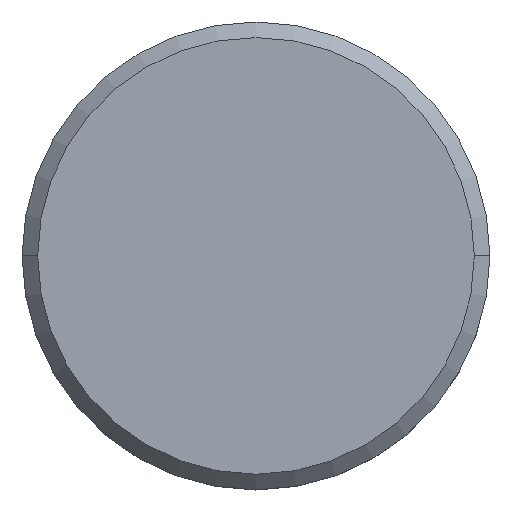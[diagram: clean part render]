
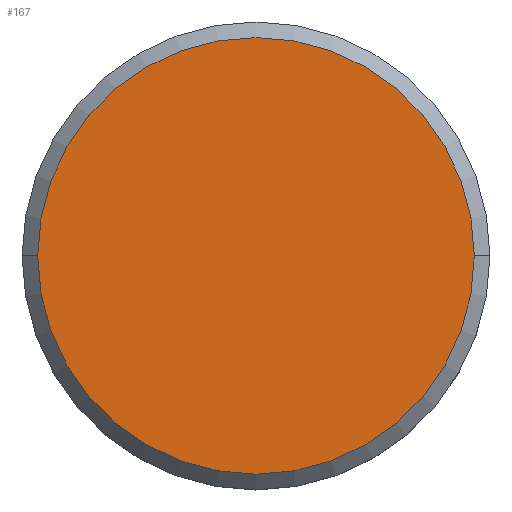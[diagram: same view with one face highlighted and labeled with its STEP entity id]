
A CAD part, top view. The second image highlights one B-rep face of the part: STEP entity #167.
In plain terms, the highlighted planar face has unit normal (0, 0, 1).
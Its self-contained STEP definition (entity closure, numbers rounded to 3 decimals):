
#21 = DIRECTION ( 'NONE',  ( 1., 0., 0. ) ) ;
#33 = DIRECTION ( 'NONE',  ( 1., 0., 0. ) ) ;
#39 = CIRCLE ( 'NONE', #173, 7. ) ;
#67 = DIRECTION ( 'NONE',  ( 0., 0., 1. ) ) ;
#68 = CARTESIAN_POINT ( 'NONE',  ( 7., 0., 0. ) ) ;
#75 = FACE_OUTER_BOUND ( 'NONE', #265, .T. ) ;
#167 = ADVANCED_FACE ( 'NONE', ( #75 ), #252, .T. ) ;
#173 = AXIS2_PLACEMENT_3D ( 'NONE', #439, #183, #33 ) ;
#183 = DIRECTION ( 'NONE',  ( 0., 0., 1. ) ) ;
#186 = EDGE_CURVE ( 'NONE', #247, #199, #39, .T. ) ;
#187 = ORIENTED_EDGE ( 'NONE', *, *, #186, .T. ) ;
#199 = VERTEX_POINT ( 'NONE', #367 ) ;
#247 = VERTEX_POINT ( 'NONE', #68 ) ;
#252 = PLANE ( 'NONE',  #429 ) ;
#265 = EDGE_LOOP ( 'NONE', ( #488, #187 ) ) ;
#367 = CARTESIAN_POINT ( 'NONE',  ( -7., 0., 0. ) ) ;
#391 = CARTESIAN_POINT ( 'NONE',  ( 0., 0., 0. ) ) ;
#429 = AXIS2_PLACEMENT_3D ( 'NONE', #391, #437, #539 ) ;
#431 = CARTESIAN_POINT ( 'NONE',  ( 0., 0., 0. ) ) ;
#437 = DIRECTION ( 'NONE',  ( 0., 0., 1. ) ) ;
#439 = CARTESIAN_POINT ( 'NONE',  ( 0., 0., 0. ) ) ;
#455 = CIRCLE ( 'NONE', #537, 7. ) ;
#488 = ORIENTED_EDGE ( 'NONE', *, *, #556, .T. ) ;
#537 = AXIS2_PLACEMENT_3D ( 'NONE', #431, #67, #21 ) ;
#539 = DIRECTION ( 'NONE',  ( 1., 0., 0. ) ) ;
#556 = EDGE_CURVE ( 'NONE', #199, #247, #455, .T. ) ;
